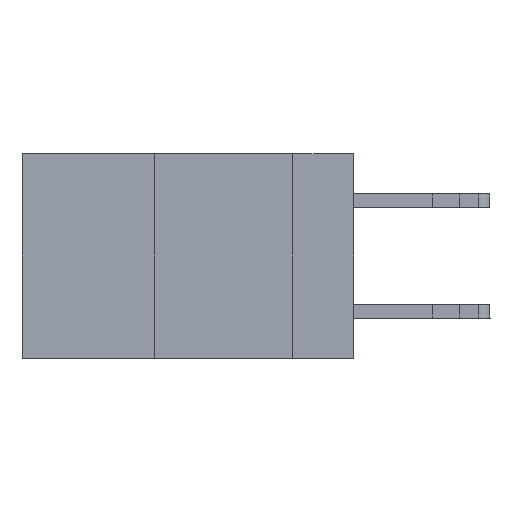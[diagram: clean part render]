
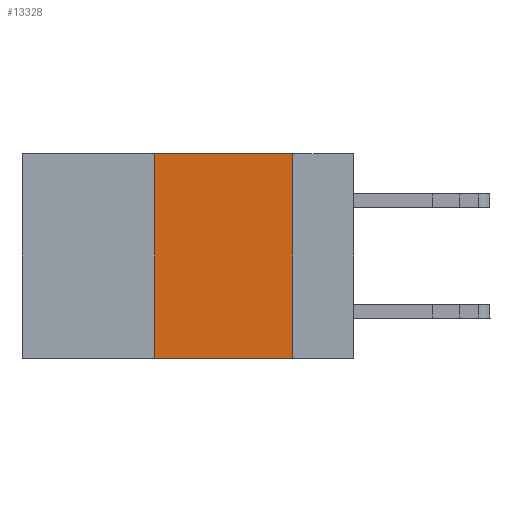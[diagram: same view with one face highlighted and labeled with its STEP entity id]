
A CAD part, left-side view. The second image highlights one B-rep face of the part: STEP entity #13328.
In plain terms, the highlighted planar face has unit normal (-1, 0, 0).
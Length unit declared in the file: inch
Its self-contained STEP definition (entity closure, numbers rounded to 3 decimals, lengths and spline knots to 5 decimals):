
#112 = VERTEX_POINT ( 'NONE', #11942 ) ;
#850 = LINE ( 'NONE', #19054, #36446 ) ;
#1169 = VECTOR ( 'NONE', #15135, 39.37008 ) ;
#1504 = PLANE ( 'NONE',  #11786 ) ;
#1944 = ORIENTED_EDGE ( 'NONE', *, *, #27712, .F. ) ;
#2404 = FACE_OUTER_BOUND ( 'NONE', #21320, .T. ) ;
#4168 = DIRECTION ( 'NONE',  ( 0., 0., 1. ) ) ;
#5539 = LINE ( 'NONE', #36317, #35914 ) ;
#6240 = CARTESIAN_POINT ( 'NONE',  ( 0., 0.11, 0. ) ) ;
#6953 = LINE ( 'NONE', #21895, #20825 ) ;
#9911 = CARTESIAN_POINT ( 'NONE',  ( 0., 0.36, 0. ) ) ;
#10071 = EDGE_CURVE ( 'NONE', #23375, #112, #5539, .T. ) ;
#10615 = ORIENTED_EDGE ( 'NONE', *, *, #24164, .F. ) ;
#11786 = AXIS2_PLACEMENT_3D ( 'NONE', #16283, #25224, #36883 ) ;
#11942 = CARTESIAN_POINT ( 'NONE',  ( 0., 0.11, 0. ) ) ;
#13245 = DIRECTION ( 'NONE',  ( 0., -1., 0. ) ) ;
#13328 = ADVANCED_FACE ( 'NONE', ( #2404 ), #1504, .F. ) ;
#15129 = ORIENTED_EDGE ( 'NONE', *, *, #24156, .T. ) ;
#15135 = DIRECTION ( 'NONE',  ( 0., 0., -1. ) ) ;
#16283 = CARTESIAN_POINT ( 'NONE',  ( 0., 0.6, 0. ) ) ;
#17917 = LINE ( 'NONE', #6240, #1169 ) ;
#19054 = CARTESIAN_POINT ( 'NONE',  ( 0., 0.6, -0.37 ) ) ;
#20825 = VECTOR ( 'NONE', #4168, 39.37008 ) ;
#21320 = EDGE_LOOP ( 'NONE', ( #1944, #28474, #10615, #15129 ) ) ;
#21683 = DIRECTION ( 'NONE',  ( 0., -1., 0. ) ) ;
#21895 = CARTESIAN_POINT ( 'NONE',  ( 0., 0.36, 0. ) ) ;
#23375 = VERTEX_POINT ( 'NONE', #9911 ) ;
#24156 = EDGE_CURVE ( 'NONE', #37309, #33075, #850, .T. ) ;
#24164 = EDGE_CURVE ( 'NONE', #37309, #23375, #6953, .T. ) ;
#25224 = DIRECTION ( 'NONE',  ( 1., 0., 0. ) ) ;
#27330 = CARTESIAN_POINT ( 'NONE',  ( 0., 0.11, -0.37 ) ) ;
#27712 = EDGE_CURVE ( 'NONE', #112, #33075, #17917, .T. ) ;
#28474 = ORIENTED_EDGE ( 'NONE', *, *, #10071, .F. ) ;
#32207 = CARTESIAN_POINT ( 'NONE',  ( 0., 0.36, -0.37 ) ) ;
#33075 = VERTEX_POINT ( 'NONE', #27330 ) ;
#35914 = VECTOR ( 'NONE', #21683, 39.37008 ) ;
#36317 = CARTESIAN_POINT ( 'NONE',  ( 0., 0.6, 0. ) ) ;
#36446 = VECTOR ( 'NONE', #13245, 39.37008 ) ;
#36883 = DIRECTION ( 'NONE',  ( 0., 0., -1. ) ) ;
#37309 = VERTEX_POINT ( 'NONE', #32207 ) ;
